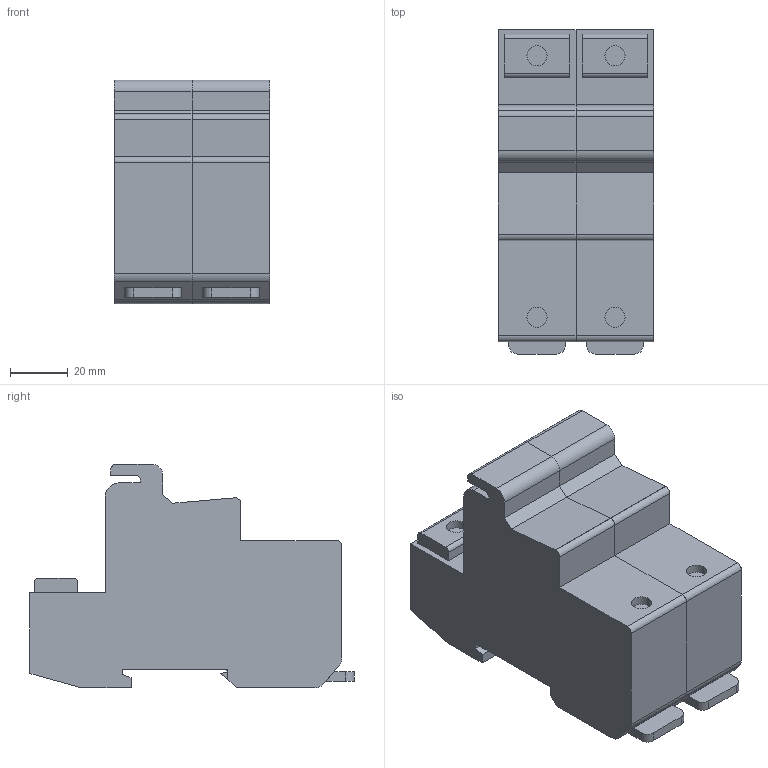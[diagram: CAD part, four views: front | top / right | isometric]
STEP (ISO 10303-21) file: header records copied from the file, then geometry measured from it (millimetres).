
FILE_DESCRIPTION (( 'STEP AP203' ), '1' );
FILE_NAME ('Ïðåäîõðàíèòåëü-ðàçúåäèíèòåëü äëÿ ÏÂÖ 2Ð 14õ51.STEP', '2018-03-30T08:51:11', ( '' ), ( '' ), 'SwSTEP 2.0', 'SolidWorks 2017', '' );
FILE_SCHEMA (( 'CONFIG_CONTROL_DESIGN' ));
Length unit declared in the file: millimetre
Products named in the file (2): Ïðåäîõðàíèòåëü-ðàçúåäèíèòåëü äëÿ ÏÂÖ 1Ð 14õ51; Ïðåäîõðàíèòåëü-ðàçúåäèíèòåëü äëÿ ÏÂÖ 2Ð 14õ51
Assembly tree (2 placements, depth 2):
  Ïðåäîõðàíèòåëü-ðàçúåäèíèòåëü äëÿ ÏÂÖ 2Ð 14õ51
    Ïðåäîõðàíèòåëü-ðàçúåäèíèòåëü äëÿ ÏÂÖ 1Ð 14õ51  x2
Bounding box: 54 x 112.2 x 77.5 mm (x, y, z)
Volume: 305998.3 mm3; surface area: 45256.7 mm2
Topology: 2 solids, 2 shells, 122 faces, 326 edges, 216 vertices
Faces by surface type: plane 88, cylinder 34
Entity records: 2123 total; most frequent: CARTESIAN_POINT 337, DIRECTION 329, ORIENTED_EDGE 326, EDGE_CURVE 163, LINE 129, VECTOR 129, VERTEX_POINT 108, AXIS2_PLACEMENT_3D 100
